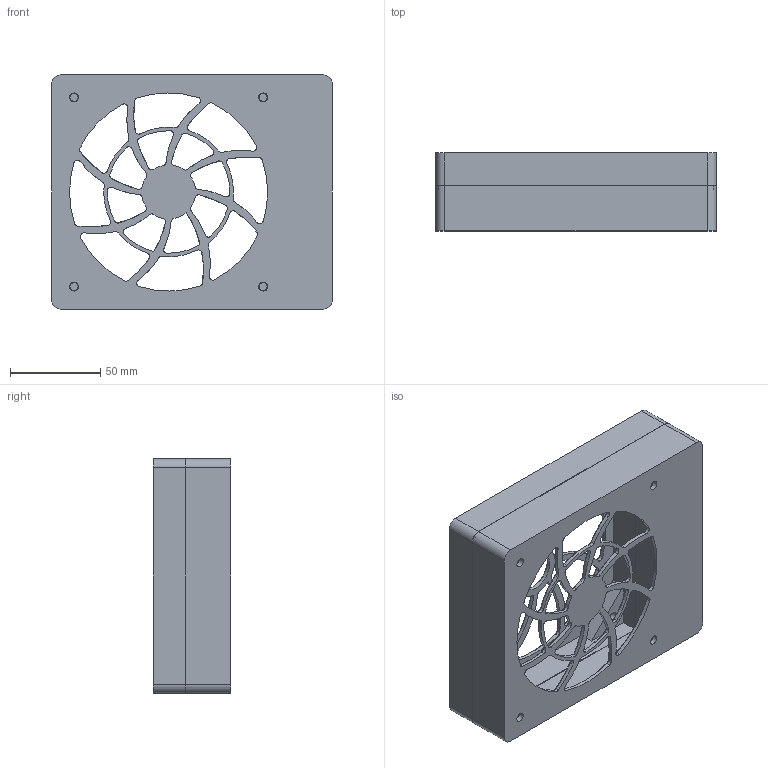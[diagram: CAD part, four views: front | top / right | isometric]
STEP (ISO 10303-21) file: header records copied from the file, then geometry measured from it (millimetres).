
FILE_DESCRIPTION(/* description */ (''),/* implementation_level */ '2;1');
FILE_NAME(/* name */ '120mm_Solder_Fume_Extractor.step',/* time_stamp */ '2019-10-03T09:25:47+02:00',/* author */ (''),/* organization */ (''),/* preprocessor_version */ 'ST-DEVELOPER v18',/* originating_system */ 'Autodesk Translation Framework v8.6.0.1094',/* authorisation */ '');
FILE_SCHEMA (('AUTOMOTIVE_DESIGN { 1 0 10303 214 3 1 1 }'));
Length unit declared in the file: millimetre
Products named in the file (1): 120mm_Solder_Fume_Extractor
Bounding box: 156 x 43.2 x 130 mm (x, y, z)
Volume: 181073.1 mm3; surface area: 116893.8 mm2
Topology: 6 solids, 6 shells, 505 faces, 1281 edges, 786 vertices
Faces by surface type: cylinder 207, cone 190, plane 108
Full cylindrical faces by diameter (mm): 4 x1, 4.5 x4, 5 x4, 22 x1
Entity records: 15390 total; most frequent: DIRECTION 2906, CARTESIAN_POINT 2582, ORIENTED_EDGE 2562, EDGE_CURVE 1281, AXIS2_PLACEMENT_3D 1122, VERTEX_POINT 786, LINE 662, VECTOR 662
